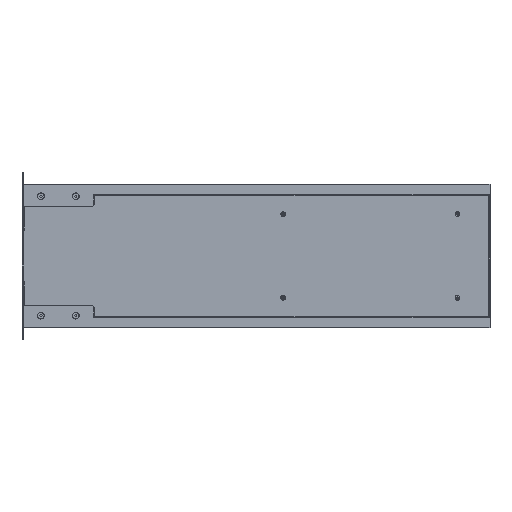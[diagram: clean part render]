
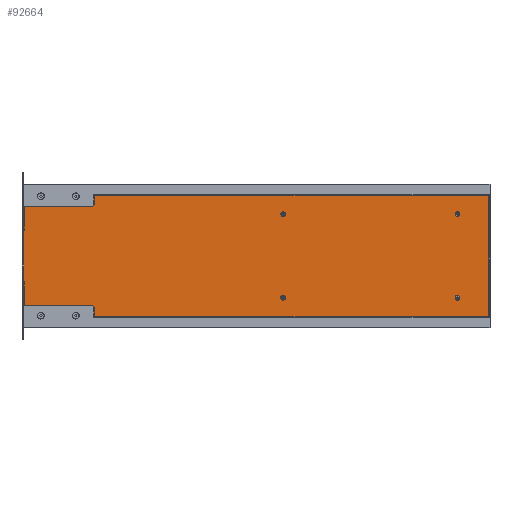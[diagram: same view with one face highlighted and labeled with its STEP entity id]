
A CAD part, top view. The second image highlights one B-rep face of the part: STEP entity #92664.
In plain terms, the highlighted planar face has unit normal (0, 0, 1).
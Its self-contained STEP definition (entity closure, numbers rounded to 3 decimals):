
#10878=CIRCLE('',#99007,2.75);
#10880=CIRCLE('',#99027,2.75);
#10882=CIRCLE('',#99047,2.75);
#10884=CIRCLE('',#99067,2.75);
#10892=CIRCLE('',#99082,0.5);
#10894=CIRCLE('',#99088,0.5);
#10896=CIRCLE('',#99092,1.2);
#10898=CIRCLE('',#99096,1.2);
#10900=CIRCLE('',#99100,0.5);
#10902=CIRCLE('',#99106,0.5);
#23779=ORIENTED_EDGE('',*,*,#36818,.F.);
#23780=ORIENTED_EDGE('',*,*,#36865,.F.);
#23781=ORIENTED_EDGE('',*,*,#36912,.F.);
#23782=ORIENTED_EDGE('',*,*,#36959,.F.);
#23783=ORIENTED_EDGE('',*,*,#37035,.F.);
#23784=ORIENTED_EDGE('',*,*,#37036,.F.);
#23785=ORIENTED_EDGE('',*,*,#36984,.T.);
#23786=ORIENTED_EDGE('',*,*,#36988,.F.);
#23787=ORIENTED_EDGE('',*,*,#36991,.T.);
#23788=ORIENTED_EDGE('',*,*,#36994,.F.);
#23789=ORIENTED_EDGE('',*,*,#36997,.T.);
#23790=ORIENTED_EDGE('',*,*,#37000,.F.);
#23791=ORIENTED_EDGE('',*,*,#37003,.T.);
#23792=ORIENTED_EDGE('',*,*,#37006,.F.);
#23793=ORIENTED_EDGE('',*,*,#37009,.T.);
#23794=ORIENTED_EDGE('',*,*,#37012,.F.);
#23795=ORIENTED_EDGE('',*,*,#37015,.T.);
#23796=ORIENTED_EDGE('',*,*,#37018,.F.);
#23797=ORIENTED_EDGE('',*,*,#37021,.T.);
#23798=ORIENTED_EDGE('',*,*,#37024,.F.);
#23799=ORIENTED_EDGE('',*,*,#37027,.T.);
#23800=ORIENTED_EDGE('',*,*,#37030,.F.);
#23801=ORIENTED_EDGE('',*,*,#37033,.F.);
#23802=ORIENTED_EDGE('',*,*,#37037,.T.);
#36818=EDGE_CURVE('',#42971,#42971,#10878,.T.);
#36865=EDGE_CURVE('',#43003,#43003,#10880,.T.);
#36912=EDGE_CURVE('',#43035,#43035,#10882,.T.);
#36959=EDGE_CURVE('',#43067,#43067,#10884,.T.);
#36984=EDGE_CURVE('',#43088,#43087,#10892,.T.);
#36988=EDGE_CURVE('',#43090,#43087,#48757,.T.);
#36991=EDGE_CURVE('',#43090,#43092,#48760,.T.);
#36994=EDGE_CURVE('',#43095,#43092,#48763,.T.);
#36997=EDGE_CURVE('',#43095,#43097,#10894,.T.);
#37000=EDGE_CURVE('',#43099,#43097,#48767,.T.);
#37003=EDGE_CURVE('',#43099,#43101,#10896,.T.);
#37006=EDGE_CURVE('',#43103,#43101,#48771,.T.);
#37009=EDGE_CURVE('',#43103,#43105,#10898,.T.);
#37012=EDGE_CURVE('',#43107,#43105,#48775,.T.);
#37015=EDGE_CURVE('',#43107,#43109,#10900,.T.);
#37018=EDGE_CURVE('',#43110,#43109,#48779,.T.);
#37021=EDGE_CURVE('',#43110,#43112,#48782,.T.);
#37024=EDGE_CURVE('',#43115,#43112,#48785,.T.);
#37027=EDGE_CURVE('',#43115,#43117,#10902,.T.);
#37030=EDGE_CURVE('',#43118,#43117,#48789,.T.);
#37033=EDGE_CURVE('',#43120,#43118,#48792,.T.);
#37035=EDGE_CURVE('',#43121,#43122,#48794,.T.);
#37036=EDGE_CURVE('',#43088,#43121,#48795,.T.);
#37037=EDGE_CURVE('',#43120,#43122,#48796,.T.);
#42971=VERTEX_POINT('',#135100);
#43003=VERTEX_POINT('',#135197);
#43035=VERTEX_POINT('',#135294);
#43067=VERTEX_POINT('',#135391);
#43087=VERTEX_POINT('',#135476);
#43088=VERTEX_POINT('',#135478);
#43090=VERTEX_POINT('',#135484);
#43092=VERTEX_POINT('',#135490);
#43095=VERTEX_POINT('',#135497);
#43097=VERTEX_POINT('',#135503);
#43099=VERTEX_POINT('',#135509);
#43101=VERTEX_POINT('',#135515);
#43103=VERTEX_POINT('',#135521);
#43105=VERTEX_POINT('',#135527);
#43107=VERTEX_POINT('',#135533);
#43109=VERTEX_POINT('',#135539);
#43110=VERTEX_POINT('',#135544);
#43112=VERTEX_POINT('',#135550);
#43115=VERTEX_POINT('',#135557);
#43117=VERTEX_POINT('',#135563);
#43118=VERTEX_POINT('',#135568);
#43120=VERTEX_POINT('',#135574);
#43121=VERTEX_POINT('',#135579);
#43122=VERTEX_POINT('',#135580);
#48757=LINE('',#135486,#54436);
#48760=LINE('',#135492,#54439);
#48763=LINE('',#135498,#54442);
#48767=LINE('',#135510,#54446);
#48771=LINE('',#135522,#54450);
#48775=LINE('',#135534,#54454);
#48779=LINE('',#135546,#54458);
#48782=LINE('',#135552,#54461);
#48785=LINE('',#135558,#54464);
#48789=LINE('',#135570,#54468);
#48792=LINE('',#135575,#54471);
#48794=LINE('',#135578,#54473);
#48795=LINE('',#135581,#54474);
#48796=LINE('',#135582,#54475);
#54436=VECTOR('',#116909,1000.);
#54439=VECTOR('',#116914,1000.);
#54442=VECTOR('',#116919,1000.);
#54446=VECTOR('',#116931,1000.);
#54450=VECTOR('',#116943,1000.);
#54454=VECTOR('',#116955,1000.);
#54458=VECTOR('',#116967,1000.);
#54461=VECTOR('',#116972,1000.);
#54464=VECTOR('',#116977,1000.);
#54468=VECTOR('',#116989,1000.);
#54471=VECTOR('',#116994,1000.);
#54473=VECTOR('',#116998,1000.);
#54474=VECTOR('',#116999,1000.);
#54475=VECTOR('',#117000,1000.);
#58090=EDGE_LOOP('',(#23779));
#58091=EDGE_LOOP('',(#23780));
#58092=EDGE_LOOP('',(#23781));
#58093=EDGE_LOOP('',(#23782));
#58094=EDGE_LOOP('',(#23783,#23784,#23785,#23786,#23787,#23788,#23789,#23790,
#23791,#23792,#23793,#23794,#23795,#23796,#23797,#23798,#23799,#23800,#23801,
#23802));
#62301=FACE_BOUND('',#58090,.T.);
#62302=FACE_BOUND('',#58091,.T.);
#62303=FACE_BOUND('',#58092,.T.);
#62304=FACE_BOUND('',#58093,.T.);
#62305=FACE_BOUND('',#58094,.T.);
#64713=PLANE('',#99110);
#92664=ADVANCED_FACE('',(#62301,#62302,#62303,#62304,#62305),#64713,.F.);
#99007=AXIS2_PLACEMENT_3D('',#135099,#116601,#116602);
#99027=AXIS2_PLACEMENT_3D('',#135196,#116686,#116687);
#99047=AXIS2_PLACEMENT_3D('',#135293,#116771,#116772);
#99067=AXIS2_PLACEMENT_3D('',#135390,#116856,#116857);
#99082=AXIS2_PLACEMENT_3D('',#135477,#116901,#116902);
#99088=AXIS2_PLACEMENT_3D('',#135504,#116924,#116925);
#99092=AXIS2_PLACEMENT_3D('',#135516,#116936,#116937);
#99096=AXIS2_PLACEMENT_3D('',#135528,#116948,#116949);
#99100=AXIS2_PLACEMENT_3D('',#135540,#116960,#116961);
#99106=AXIS2_PLACEMENT_3D('',#135564,#116982,#116983);
#99110=AXIS2_PLACEMENT_3D('',#135577,#116996,#116997);
#116601=DIRECTION('',(0.,0.,1.));
#116602=DIRECTION('',(0.,-1.,0.));
#116686=DIRECTION('',(0.,0.,1.));
#116687=DIRECTION('',(0.,-1.,0.));
#116771=DIRECTION('',(0.,0.,1.));
#116772=DIRECTION('',(0.,-1.,0.));
#116856=DIRECTION('',(0.,0.,1.));
#116857=DIRECTION('',(0.,-1.,0.));
#116901=DIRECTION('',(0.,0.,1.));
#116902=DIRECTION('',(-1.,0.,0.));
#116909=DIRECTION('',(-1.,0.,0.));
#116914=DIRECTION('',(0.707,-0.707,0.));
#116919=DIRECTION('',(0.,1.,0.));
#116924=DIRECTION('',(0.,0.,1.));
#116925=DIRECTION('',(-1.,0.,0.));
#116931=DIRECTION('',(-1.,0.,0.));
#116936=DIRECTION('',(0.,0.,1.));
#116937=DIRECTION('',(0.,-1.,0.));
#116943=DIRECTION('',(0.,-1.,0.));
#116948=DIRECTION('',(0.,0.,1.));
#116949=DIRECTION('',(1.,0.,0.));
#116955=DIRECTION('',(1.,0.,0.));
#116960=DIRECTION('',(0.,0.,1.));
#116961=DIRECTION('',(0.,1.,0.));
#116967=DIRECTION('',(0.,1.,0.));
#116972=DIRECTION('',(-0.707,-0.707,0.));
#116977=DIRECTION('',(1.,0.,0.));
#116982=DIRECTION('',(0.,0.,1.));
#116983=DIRECTION('',(0.,1.,0.));
#116989=DIRECTION('',(0.,1.,0.));
#116994=DIRECTION('',(1.,0.,0.));
#116996=DIRECTION('',(0.,0.,-1.));
#116997=DIRECTION('',(1.,0.,0.));
#116998=DIRECTION('',(-1.,0.,0.));
#116999=DIRECTION('',(0.,1.,0.));
#117000=DIRECTION('',(0.,-1.,0.));
#135099=CARTESIAN_POINT('',(299.6,48.,23.));
#135100=CARTESIAN_POINT('',(299.6,45.25,23.));
#135196=CARTESIAN_POINT('',(299.6,-48.,23.));
#135197=CARTESIAN_POINT('',(299.6,-50.75,23.));
#135293=CARTESIAN_POINT('',(499.6,48.,23.));
#135294=CARTESIAN_POINT('',(499.6,45.25,23.));
#135390=CARTESIAN_POINT('',(499.6,-48.,23.));
#135391=CARTESIAN_POINT('',(499.6,-50.75,23.));
#135476=CARTESIAN_POINT('',(2.8,-56.3,23.));
#135477=CARTESIAN_POINT('',(2.8,-55.8,23.));
#135478=CARTESIAN_POINT('',(2.3,-55.8,23.));
#135484=CARTESIAN_POINT('',(80.4,-56.3,23.));
#135486=CARTESIAN_POINT('',(80.4,-56.3,23.));
#135490=CARTESIAN_POINT('',(82.7,-58.6,23.));
#135492=CARTESIAN_POINT('',(80.4,-56.3,23.));
#135497=CARTESIAN_POINT('',(82.7,-69.3,23.));
#135498=CARTESIAN_POINT('',(82.7,-69.3,23.));
#135503=CARTESIAN_POINT('',(83.2,-69.8,23.));
#135504=CARTESIAN_POINT('',(83.2,-69.3,23.));
#135509=CARTESIAN_POINT('',(534.1,-69.8,23.));
#135510=CARTESIAN_POINT('',(534.1,-69.8,23.));
#135515=CARTESIAN_POINT('',(535.3,-68.6,23.));
#135516=CARTESIAN_POINT('',(534.1,-68.6,23.));
#135521=CARTESIAN_POINT('',(535.3,68.6,23.));
#135522=CARTESIAN_POINT('',(535.3,68.6,23.));
#135527=CARTESIAN_POINT('',(534.1,69.8,23.));
#135528=CARTESIAN_POINT('',(534.1,68.6,23.));
#135533=CARTESIAN_POINT('',(83.2,69.8,23.));
#135534=CARTESIAN_POINT('',(83.2,69.8,23.));
#135539=CARTESIAN_POINT('',(82.7,69.3,23.));
#135540=CARTESIAN_POINT('',(83.2,69.3,23.));
#135544=CARTESIAN_POINT('',(82.7,58.6,23.));
#135546=CARTESIAN_POINT('',(82.7,58.6,23.));
#135550=CARTESIAN_POINT('',(80.4,56.3,23.));
#135552=CARTESIAN_POINT('',(82.7,58.6,23.));
#135557=CARTESIAN_POINT('',(2.8,56.3,23.));
#135558=CARTESIAN_POINT('',(2.8,56.3,23.));
#135563=CARTESIAN_POINT('',(2.3,55.8,23.));
#135564=CARTESIAN_POINT('',(2.8,55.8,23.));
#135568=CARTESIAN_POINT('',(2.3,29.7,23.));
#135570=CARTESIAN_POINT('',(2.3,29.7,23.));
#135574=CARTESIAN_POINT('',(2.,29.7,23.));
#135575=CARTESIAN_POINT('',(2.,29.7,23.));
#135577=CARTESIAN_POINT('',(308.5,0.,23.));
#135578=CARTESIAN_POINT('',(2.3,-29.7,23.));
#135579=CARTESIAN_POINT('',(2.3,-29.7,23.));
#135580=CARTESIAN_POINT('',(2.,-29.7,23.));
#135581=CARTESIAN_POINT('',(2.3,-55.8,23.));
#135582=CARTESIAN_POINT('',(2.,29.7,23.));
